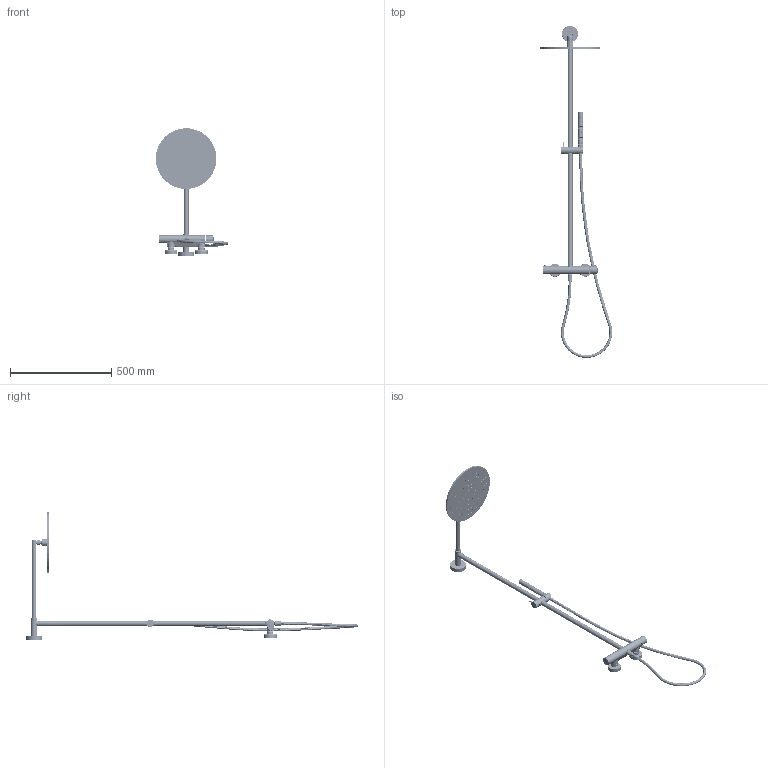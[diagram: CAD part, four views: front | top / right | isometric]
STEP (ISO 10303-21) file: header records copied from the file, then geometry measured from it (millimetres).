
FILE_DESCRIPTION(('CATIA V5 STEP Exchange','CAx-IF Rec.Pracs.--- Model Styling and Organization---1.5--- 2016-08-15','CAx-IF Rec.Pracs.---Supplemental Geometry---1.0---2011-11-01','CAx-IF Rec.Pracs.--- Composite Materials ---3.4---2017-06-13','CAx-IF Rec.Pracs.---Tessellated 3D Geometry---1.0---2015-12-17'),'2;1');
FILE_NAME('SMC78010.stp','2024-07-08T11:36:04+00:00',('none'),('none'),'CATIA Version 5-6 Release 2020 SP2','CATIA V5 STEP AP242 v2','none');
FILE_SCHEMA(('AP242_MANAGED_MODEL_BASED_3D_ENGINEERING_MIM_LF {1 0 10303 442 1 1 4}'));
Products named in the file (1): SMC78010
Bounding box: 357.99 x 1642.34 x 630.5 mm (x, y, z)
Surface area: 648160 mm2 (no closed solid volume)
Topology: 0 solids, 3851 shells, 3851 faces, 18544 edges, 18502 vertices
Faces by surface type: revolution 1425, cylinder 1271, plane 1046, bspline 109
Entity records: 238784 total; most frequent: CARTESIAN_POINT 96345, DIRECTION 20862, EDGE_CURVE 18502, ORIENTED_EDGE 18502, VERTEX_POINT 18502, AXIS2_PLACEMENT_3D 9794, CIRCLE 7476, VECTOR 7327
